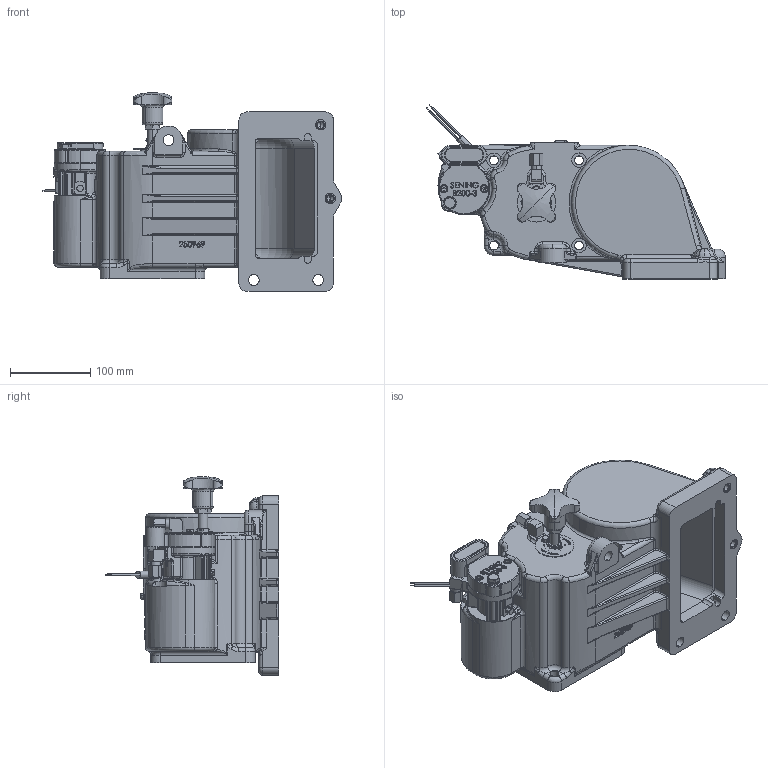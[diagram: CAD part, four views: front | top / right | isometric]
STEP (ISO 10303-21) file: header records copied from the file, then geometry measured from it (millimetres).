
FILE_DESCRIPTION (( 'STEP AP214' ), '1' );
FILE_NAME ('GVB80-D_250730.STEP', '2014-09-10T08:13:54', ( 'Admin2' ), ( '' ), 'SwSTEP 2.0', 'SolidWorks 2010', '' );
FILE_SCHEMA (( 'AUTOMOTIVE_DESIGN' ));
Length unit declared in the file: millimetre
Products named in the file (1): GVB80-D_250730
Bounding box: 371.73 x 216.23 x 247 mm (x, y, z)
Volume: 2933727.4 mm3; surface area: 640252.2 mm2
Topology: 32 solids, 32 shells, 3105 faces, 7768 edges, 4737 vertices
Faces by surface type: plane 982, cylinder 793, bspline 712, torus 345, cone 249, sphere 24
Entity records: 165130 total; most frequent: CARTESIAN_POINT 61644, ORIENTED_EDGE 15236, DIRECTION 12938, EDGE_CURVE 7618, AXIS2_PLACEMENT_3D 4805, VERTEX_POINT 4729, EDGE_LOOP 3381, LINE 3328
